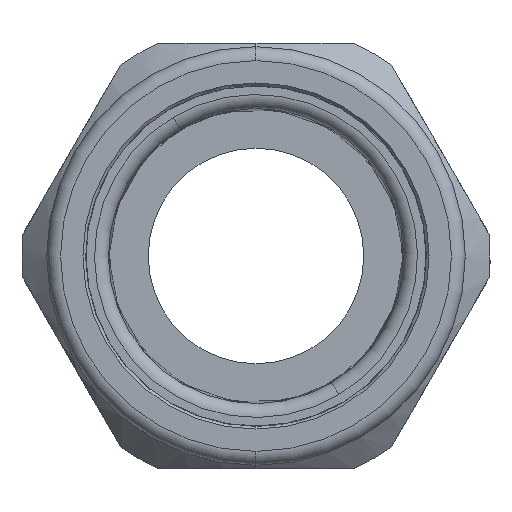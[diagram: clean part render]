
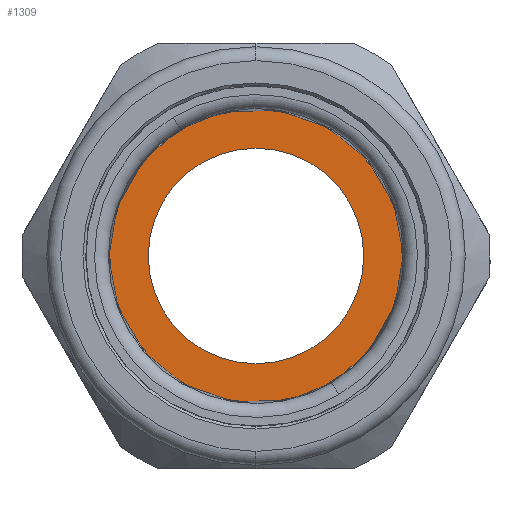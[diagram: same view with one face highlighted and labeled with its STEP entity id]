
A CAD part, left-side view. The second image highlights one B-rep face of the part: STEP entity #1309.
In plain terms, the highlighted planar face has unit normal (-1, 0, 0).
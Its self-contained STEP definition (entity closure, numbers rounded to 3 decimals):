
#36 = CIRCLE ( 'NONE', #555, 10.65 ) ;
#163 = EDGE_CURVE ( 'NONE', #2556, #1080, #1965, .T. ) ;
#230 = PLANE ( 'NONE',  #3011 ) ;
#239 = VERTEX_POINT ( 'NONE', #2977 ) ;
#240 = FACE_OUTER_BOUND ( 'NONE', #2918, .T. ) ;
#394 = DIRECTION ( 'NONE',  ( 0., 0., 1. ) ) ;
#428 = EDGE_CURVE ( 'NONE', #1080, #2556, #36, .T. ) ;
#447 = DIRECTION ( 'NONE',  ( 0., 0., 1. ) ) ;
#501 = CARTESIAN_POINT ( 'NONE',  ( 19.6, 0., 0. ) ) ;
#555 = AXIS2_PLACEMENT_3D ( 'NONE', #3414, #1743, #394 ) ;
#772 = DIRECTION ( 'NONE',  ( 0., 0., 1. ) ) ;
#875 = AXIS2_PLACEMENT_3D ( 'NONE', #1533, #2590, #447 ) ;
#953 = ORIENTED_EDGE ( 'NONE', *, *, #2774, .F. ) ;
#1067 = DIRECTION ( 'NONE',  ( -1., 0., 0. ) ) ;
#1080 = VERTEX_POINT ( 'NONE', #1689 ) ;
#1115 = CIRCLE ( 'NONE', #875, 7.725 ) ;
#1309 = ADVANCED_FACE ( 'NONE', ( #2997, #240 ), #230, .T. ) ;
#1329 = CARTESIAN_POINT ( 'NONE',  ( 19.6, 0., 0. ) ) ;
#1388 = CARTESIAN_POINT ( 'NONE',  ( 19.6, 0., -10.65 ) ) ;
#1533 = CARTESIAN_POINT ( 'NONE',  ( 19.6, 0., 0. ) ) ;
#1689 = CARTESIAN_POINT ( 'NONE',  ( 19.6, 0., 10.65 ) ) ;
#1743 = DIRECTION ( 'NONE',  ( -1., 0., 0. ) ) ;
#1760 = EDGE_CURVE ( 'NONE', #239, #2330, #1115, .T. ) ;
#1807 = AXIS2_PLACEMENT_3D ( 'NONE', #3020, #1067, #2435 ) ;
#1939 = EDGE_LOOP ( 'NONE', ( #953, #2536 ) ) ;
#1965 = CIRCLE ( 'NONE', #1807, 10.65 ) ;
#2330 = VERTEX_POINT ( 'NONE', #3186 ) ;
#2417 = DIRECTION ( 'NONE',  ( 0., 0., 1. ) ) ;
#2435 = DIRECTION ( 'NONE',  ( 0., 0., 1. ) ) ;
#2536 = ORIENTED_EDGE ( 'NONE', *, *, #1760, .F. ) ;
#2556 = VERTEX_POINT ( 'NONE', #1388 ) ;
#2590 = DIRECTION ( 'NONE',  ( -1., 0., 0. ) ) ;
#2774 = EDGE_CURVE ( 'NONE', #2330, #239, #3202, .T. ) ;
#2918 = EDGE_LOOP ( 'NONE', ( #2970, #3175 ) ) ;
#2970 = ORIENTED_EDGE ( 'NONE', *, *, #428, .T. ) ;
#2974 = DIRECTION ( 'NONE',  ( -1., 0., 0. ) ) ;
#2977 = CARTESIAN_POINT ( 'NONE',  ( 19.6, 0., -7.725 ) ) ;
#2997 = FACE_BOUND ( 'NONE', #1939, .T. ) ;
#3011 = AXIS2_PLACEMENT_3D ( 'NONE', #501, #3182, #772 ) ;
#3020 = CARTESIAN_POINT ( 'NONE',  ( 19.6, 0., 0. ) ) ;
#3100 = AXIS2_PLACEMENT_3D ( 'NONE', #1329, #2974, #2417 ) ;
#3175 = ORIENTED_EDGE ( 'NONE', *, *, #163, .T. ) ;
#3182 = DIRECTION ( 'NONE',  ( -1., 0., 0. ) ) ;
#3186 = CARTESIAN_POINT ( 'NONE',  ( 19.6, 0., 7.725 ) ) ;
#3202 = CIRCLE ( 'NONE', #3100, 7.725 ) ;
#3414 = CARTESIAN_POINT ( 'NONE',  ( 19.6, 0., 0. ) ) ;
